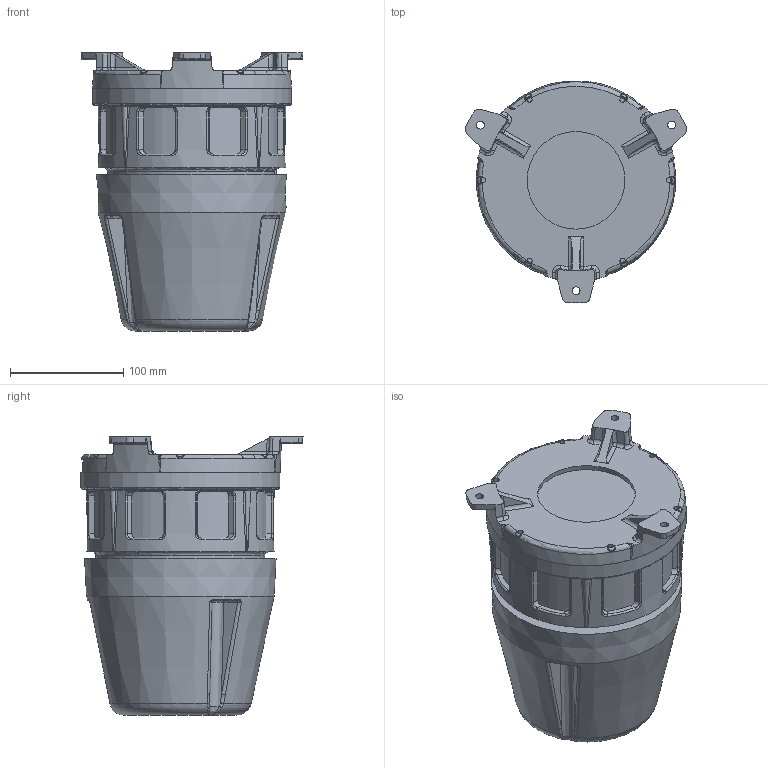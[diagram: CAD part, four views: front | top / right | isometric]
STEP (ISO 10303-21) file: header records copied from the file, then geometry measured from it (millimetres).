
FILE_DESCRIPTION (( 'STEP AP203' ), '1' );
FILE_NAME ('SO4_v1.STEP', '2024-06-18T07:25:50', ( '' ), ( '' ), 'SwSTEP 2.0', 'SolidWorks 2011', '' );
FILE_SCHEMA (( 'CONFIG_CONTROL_DESIGN' ));
Length unit declared in the file: millimetre
Products named in the file (1): SO4_v1
Bounding box: 195.8 x 195.94 x 245.4 mm (x, y, z)
Surface area: 276961 mm2 (no closed solid volume)
Topology: 0 solids, 3 shells, 537 faces, 1334 edges, 760 vertices
Faces by surface type: bspline 196, cylinder 123, plane 107, torus 66, cone 29, sphere 16
Full cylindrical faces by diameter (mm): 3.3 x6, 4.5 x6, 7 x3
Entity records: 25270 total; most frequent: CARTESIAN_POINT 14458, ORIENTED_EDGE 2491, DIRECTION 1902, EDGE_CURVE 1247, AXIS2_PLACEMENT_3D 834, VERTEX_POINT 745, EDGE_LOOP 587, FACE_OUTER_BOUND 553
